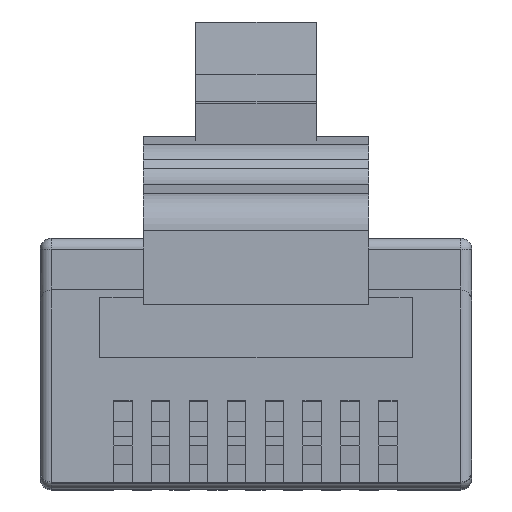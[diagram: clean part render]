
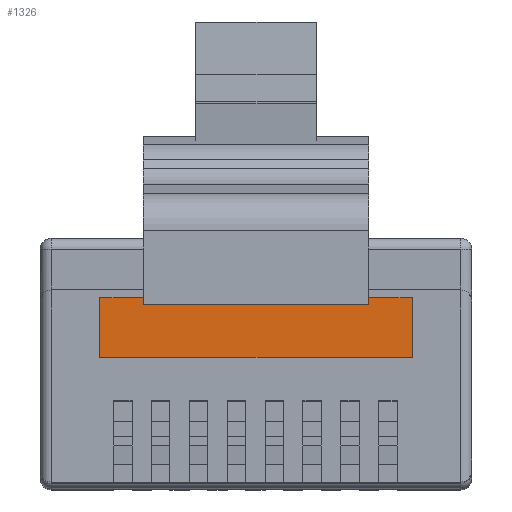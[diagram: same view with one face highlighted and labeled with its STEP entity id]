
A CAD part, top view. The second image highlights one B-rep face of the part: STEP entity #1326.
In plain terms, the highlighted planar face has unit normal (0, 0, 1).
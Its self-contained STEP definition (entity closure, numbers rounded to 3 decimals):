
#1153 = VECTOR ( 'NONE', #1640, 1000. ) ;
#1326 = ADVANCED_FACE ( 'NONE', ( #9685 ), #11024, .T. ) ;
#1622 = CARTESIAN_POINT ( 'NONE',  ( -3.05, 2.16, 122.15 ) ) ;
#1640 = DIRECTION ( 'NONE',  ( 0., -1., 0. ) ) ;
#1687 = CARTESIAN_POINT ( 'NONE',  ( 4.225, 0.746, 122.15 ) ) ;
#1818 = ORIENTED_EDGE ( 'NONE', *, *, #10246, .F. ) ;
#2075 = CARTESIAN_POINT ( 'NONE',  ( -3.05, 2.346, 122.15 ) ) ;
#2076 = EDGE_CURVE ( 'NONE', #9232, #7462, #12718, .T. ) ;
#2241 = VECTOR ( 'NONE', #6160, 1000. ) ;
#2696 = CARTESIAN_POINT ( 'NONE',  ( 3.05, 2.16, 122.15 ) ) ;
#2917 = VERTEX_POINT ( 'NONE', #1622 ) ;
#3070 = DIRECTION ( 'NONE',  ( 1., 0., 0. ) ) ;
#3212 = CARTESIAN_POINT ( 'NONE',  ( -4.225, 2.346, 122.15 ) ) ;
#3287 = LINE ( 'NONE', #3212, #10752 ) ;
#3648 = CARTESIAN_POINT ( 'NONE',  ( -4.225, 2.346, 122.15 ) ) ;
#3811 = DIRECTION ( 'NONE',  ( 0., 1., 0. ) ) ;
#4103 = CARTESIAN_POINT ( 'NONE',  ( 3.05, 2.346, 122.15 ) ) ;
#4190 = DIRECTION ( 'NONE',  ( 0., -1., 0. ) ) ;
#4759 = EDGE_CURVE ( 'NONE', #13740, #13403, #6137, .T. ) ;
#4924 = VECTOR ( 'NONE', #10826, 1000. ) ;
#4956 = ORIENTED_EDGE ( 'NONE', *, *, #13783, .F. ) ;
#4982 = CARTESIAN_POINT ( 'NONE',  ( -3.05, 3.857, 122.15 ) ) ;
#5245 = ORIENTED_EDGE ( 'NONE', *, *, #7223, .T. ) ;
#5543 = AXIS2_PLACEMENT_3D ( 'NONE', #6411, #14233, #7467 ) ;
#5918 = VERTEX_POINT ( 'NONE', #12239 ) ;
#5946 = CARTESIAN_POINT ( 'NONE',  ( -4.225, 2.346, 122.15 ) ) ;
#5960 = LINE ( 'NONE', #12812, #7550 ) ;
#6033 = ORIENTED_EDGE ( 'NONE', *, *, #14006, .F. ) ;
#6137 = LINE ( 'NONE', #10666, #4924 ) ;
#6160 = DIRECTION ( 'NONE',  ( -1., 0., 0. ) ) ;
#6411 = CARTESIAN_POINT ( 'NONE',  ( 0., 0., 122.15 ) ) ;
#6505 = EDGE_CURVE ( 'NONE', #13403, #9232, #5960, .T. ) ;
#6921 = EDGE_LOOP ( 'NONE', ( #5245, #10541, #6033, #9607, #13175, #12646, #1818, #4956 ) ) ;
#7223 = EDGE_CURVE ( 'NONE', #12789, #5918, #11790, .T. ) ;
#7462 = VERTEX_POINT ( 'NONE', #2075 ) ;
#7467 = DIRECTION ( 'NONE',  ( -1., 0., 0. ) ) ;
#7550 = VECTOR ( 'NONE', #3811, 1000. ) ;
#8439 = LINE ( 'NONE', #1687, #9518 ) ;
#8568 = CARTESIAN_POINT ( 'NONE',  ( 4.225, 0.746, 122.15 ) ) ;
#8664 = VECTOR ( 'NONE', #11517, 1000. ) ;
#9232 = VERTEX_POINT ( 'NONE', #3648 ) ;
#9507 = DIRECTION ( 'NONE',  ( 0., -1., 0. ) ) ;
#9518 = VECTOR ( 'NONE', #4190, 1000. ) ;
#9607 = ORIENTED_EDGE ( 'NONE', *, *, #2076, .F. ) ;
#9685 = FACE_OUTER_BOUND ( 'NONE', #6921, .T. ) ;
#10246 = EDGE_CURVE ( 'NONE', #13666, #13740, #8439, .T. ) ;
#10541 = ORIENTED_EDGE ( 'NONE', *, *, #14127, .T. ) ;
#10666 = CARTESIAN_POINT ( 'NONE',  ( -4.225, 0.746, 122.15 ) ) ;
#10752 = VECTOR ( 'NONE', #3070, 1000. ) ;
#10826 = DIRECTION ( 'NONE',  ( -1., 0., 0. ) ) ;
#11024 = PLANE ( 'NONE',  #5543 ) ;
#11457 = CARTESIAN_POINT ( 'NONE',  ( 4.225, 2.346, 122.15 ) ) ;
#11517 = DIRECTION ( 'NONE',  ( 1., 0., 0. ) ) ;
#11790 = LINE ( 'NONE', #12009, #1153 ) ;
#11880 = LINE ( 'NONE', #4982, #12183 ) ;
#12009 = CARTESIAN_POINT ( 'NONE',  ( 3.05, 3.857, 122.15 ) ) ;
#12183 = VECTOR ( 'NONE', #9507, 1000. ) ;
#12239 = CARTESIAN_POINT ( 'NONE',  ( 3.05, 2.16, 122.15 ) ) ;
#12646 = ORIENTED_EDGE ( 'NONE', *, *, #4759, .F. ) ;
#12718 = LINE ( 'NONE', #5946, #8664 ) ;
#12789 = VERTEX_POINT ( 'NONE', #4103 ) ;
#12812 = CARTESIAN_POINT ( 'NONE',  ( -4.225, 0.746, 122.15 ) ) ;
#12865 = LINE ( 'NONE', #2696, #2241 ) ;
#13175 = ORIENTED_EDGE ( 'NONE', *, *, #6505, .F. ) ;
#13403 = VERTEX_POINT ( 'NONE', #14166 ) ;
#13666 = VERTEX_POINT ( 'NONE', #11457 ) ;
#13740 = VERTEX_POINT ( 'NONE', #8568 ) ;
#13783 = EDGE_CURVE ( 'NONE', #12789, #13666, #3287, .T. ) ;
#14006 = EDGE_CURVE ( 'NONE', #7462, #2917, #11880, .T. ) ;
#14127 = EDGE_CURVE ( 'NONE', #5918, #2917, #12865, .T. ) ;
#14166 = CARTESIAN_POINT ( 'NONE',  ( -4.225, 0.746, 122.15 ) ) ;
#14233 = DIRECTION ( 'NONE',  ( 0., 0., 1. ) ) ;
